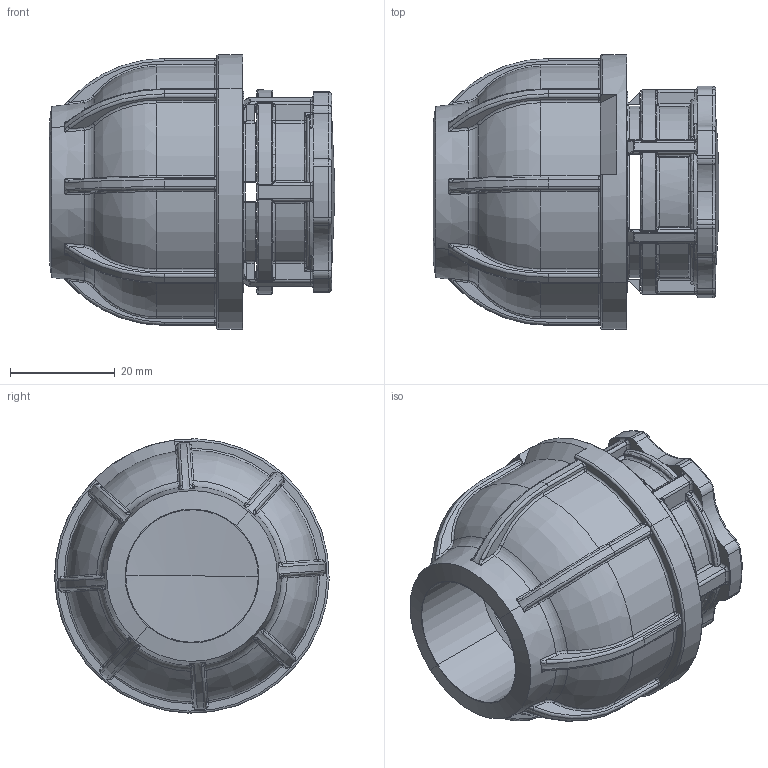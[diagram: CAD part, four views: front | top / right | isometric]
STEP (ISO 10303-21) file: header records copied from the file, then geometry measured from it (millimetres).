
FILE_DESCRIPTION (( 'STEP AP203' ), '1' );
FILE_NAME ('R221.025.000.step', '2013-11-19T09:31:02', ( 'Alusic' ), ( 'Alusic' ), 'SwSTEP 2.0', 'SolidWorks 2011', '' );
FILE_SCHEMA (( 'CONFIG_CONTROL_DESIGN' ));
Length unit declared in the file: millimetre
Products named in the file (1): R221.025.000
Bounding box: 54.6 x 52.39 x 52.39 mm (x, y, z)
Surface area: 19253.3 mm2 (no closed solid volume)
Topology: 0 solids, 3 shells, 1018 faces, 2833 edges, 1660 vertices
Faces by surface type: cylinder 323, torus 243, bspline 225, plane 163, sphere 49, cone 15
Entity records: 40151 total; most frequent: CARTESIAN_POINT 16434, DIRECTION 4940, ORIENTED_EDGE 4899, EDGE_CURVE 2793, AXIS2_PLACEMENT_3D 2166, VERTEX_POINT 1656, CIRCLE 1372, EDGE_LOOP 1022
